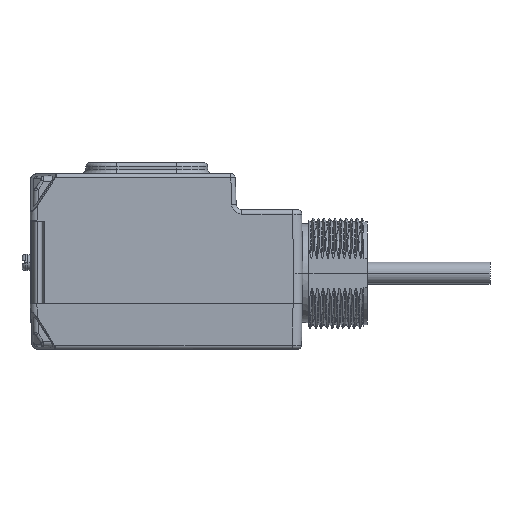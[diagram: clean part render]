
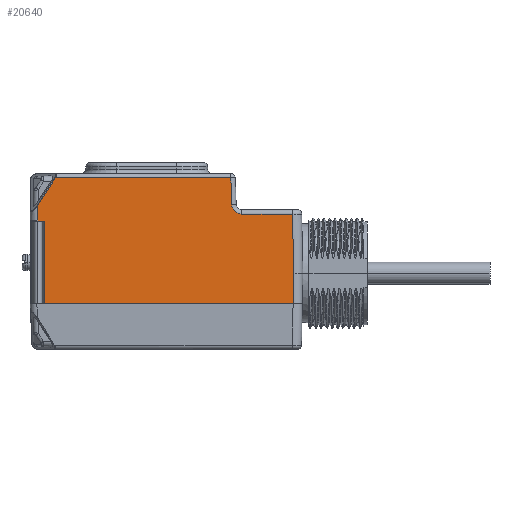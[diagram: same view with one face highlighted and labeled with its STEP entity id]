
A CAD part, left-side view. The second image highlights one B-rep face of the part: STEP entity #20640.
In plain terms, the highlighted planar face has unit normal (-1, 0, 0).
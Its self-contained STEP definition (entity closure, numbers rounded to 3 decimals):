
#1=DIRECTION('',(0.,-0.541,0.841));
#2=VECTOR('',#1,9.);
#3=CARTESIAN_POINT('',(-22.5,71.7,-8.768));
#4=LINE('',#3,#2);
#5=DIRECTION('',(0.,-0.035,-0.999));
#6=VECTOR('',#5,7.299);
#7=CARTESIAN_POINT('',(-22.5,18.859,-1.2));
#8=LINE('',#7,#6);
#9=CARTESIAN_POINT('',(-22.5,15.906,-8.4));
#10=DIRECTION('',(-1.,0.,0.));
#11=DIRECTION('',(0.,0.999,-0.035));
#12=AXIS2_PLACEMENT_3D('',#9,#10,#11);
#14=DIRECTION('',(0.,-0.017,-1.));
#15=VECTOR('',#14,16.152);
#16=CARTESIAN_POINT('',(-22.5,1.982,-11.1));
#17=LINE('',#16,#15);
#18=DIRECTION('',(0.,0.017,-1.));
#19=VECTOR('',#18,8.351);
#20=CARTESIAN_POINT('',(-22.5,1.7,-27.25));
#21=LINE('',#20,#19);
#22=DIRECTION('',(0.,0.999,0.052));
#23=VECTOR('',#22,1.853);
#24=CARTESIAN_POINT('',(-22.5,69.85,-13.081));
#25=LINE('',#24,#23);
#50=DIRECTION('',(0.,0.,-1.));
#51=VECTOR('',#50,4.216);
#52=CARTESIAN_POINT('',(-22.5,71.7,-8.768));
#53=LINE('',#52,#51);
#179=DIRECTION('',(0.,0.,-1.));
#180=VECTOR('',#179,22.519);
#181=CARTESIAN_POINT('',(-22.5,69.85,-13.081));
#182=LINE('',#181,#180);
#212=DIRECTION('',(0.,-1.,0.));
#213=VECTOR('',#212,68.004);
#214=CARTESIAN_POINT('',(-22.5,69.85,-35.6));
#215=LINE('',#214,#213);
#387=DIRECTION('',(0.,1.,0.));
#388=VECTOR('',#387,13.924);
#389=CARTESIAN_POINT('',(-22.5,1.982,-11.1));
#390=LINE('',#389,#388);
#420=DIRECTION('',(0.,1.,0.));
#421=VECTOR('',#420,47.972);
#422=CARTESIAN_POINT('',(-22.5,18.859,-1.2));
#423=LINE('',#422,#421);
#17784=CARTESIAN_POINT('',(-22.5,71.7,
-8.768));
#17785=CARTESIAN_POINT('',(-22.5,66.83,
-1.2));
#17786=VERTEX_POINT('',#17784);
#17787=VERTEX_POINT('',#17785);
#17788=CARTESIAN_POINT('',(-22.5,18.859,-1.2));
#17789=CARTESIAN_POINT('',(-22.5,18.604,-8.494));
#17790=VERTEX_POINT('',#17788);
#17791=VERTEX_POINT('',#17789);
#17792=CARTESIAN_POINT('',(-22.5,15.906,-11.1));
#17793=VERTEX_POINT('',#17792);
#17794=CARTESIAN_POINT('',(-22.5,1.982,
-11.1));
#17795=CARTESIAN_POINT('',(-22.5,1.7,-27.25));
#17796=VERTEX_POINT('',#17794);
#17797=VERTEX_POINT('',#17795);
#17798=CARTESIAN_POINT('',(-22.5,1.846,-35.6));
#17799=VERTEX_POINT('',#17798);
#17800=CARTESIAN_POINT('',(-22.5,69.85,-13.081));
#17801=CARTESIAN_POINT('',(-22.5,71.7,-12.984));
#17802=VERTEX_POINT('',#17800);
#17803=VERTEX_POINT('',#17801);
#17865=CARTESIAN_POINT('',(-22.5,69.85,-35.6));
#17866=VERTEX_POINT('',#17865);
#20611=CARTESIAN_POINT('',(-22.5,36.7,-18.4));
#20612=DIRECTION('',(1.,0.,0.));
#20613=DIRECTION('',(0.,0.,-1.));
#20614=AXIS2_PLACEMENT_3D('',#20611,#20612,#20613);
#20615=PLANE('',#20614);
#20617=ORIENTED_EDGE('',*,*,#20616,.T.);
#20619=ORIENTED_EDGE('',*,*,#20618,.F.);
#20621=ORIENTED_EDGE('',*,*,#20620,.T.);
#20623=ORIENTED_EDGE('',*,*,#20622,.T.);
#20625=ORIENTED_EDGE('',*,*,#20624,.F.);
#20627=ORIENTED_EDGE('',*,*,#20626,.T.);
#20629=ORIENTED_EDGE('',*,*,#20628,.T.);
#20631=ORIENTED_EDGE('',*,*,#20630,.F.);
#20633=ORIENTED_EDGE('',*,*,#20632,.F.);
#20635=ORIENTED_EDGE('',*,*,#20634,.T.);
#20637=ORIENTED_EDGE('',*,*,#20636,.F.);
#20638=EDGE_LOOP('',(#20617,#20619,#20621,#20623,#20625,#20627,#20629,#20631,
#20633,#20635,#20637));
#20639=FACE_OUTER_BOUND('',#20638,.F.);
#20640=ADVANCED_FACE('',(#20639),#20615,.F.);
#13=CIRCLE('',#12,2.7);
#20616=EDGE_CURVE('',#17786,#17787,#4,.T.);
#20618=EDGE_CURVE('',#17790,#17787,#423,.T.);
#20620=EDGE_CURVE('',#17790,#17791,#8,.T.);
#20622=EDGE_CURVE('',#17791,#17793,#13,.T.);
#20624=EDGE_CURVE('',#17796,#17793,#390,.T.);
#20626=EDGE_CURVE('',#17796,#17797,#17,.T.);
#20628=EDGE_CURVE('',#17797,#17799,#21,.T.);
#20630=EDGE_CURVE('',#17866,#17799,#215,.T.);
#20632=EDGE_CURVE('',#17802,#17866,#182,.T.);
#20634=EDGE_CURVE('',#17802,#17803,#25,.T.);
#20636=EDGE_CURVE('',#17786,#17803,#53,.T.);
